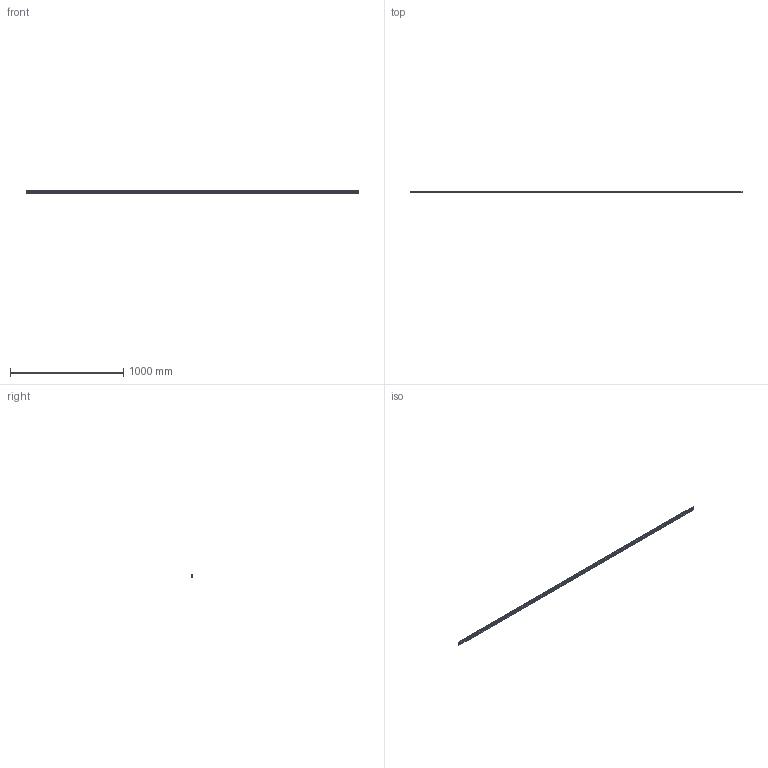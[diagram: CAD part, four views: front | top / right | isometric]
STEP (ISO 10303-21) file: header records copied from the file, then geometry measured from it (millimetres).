
FILE_DESCRIPTION (( 'STEP AP214' ), '1' );
FILE_NAME ('HRW17CA1UU-2930LT_G5_0_PB107_1439-6_0_0_0_1.STEP', '2021-07-02T09:32:57', ( '' ), ( '' ), 'SwSTEP 2.0', 'SolidWorks 2021', '' );
FILE_SCHEMA (( 'AUTOMOTIVE_DESIGN' ));
Length unit declared in the file: millimetre
Products named in the file (2): _HRW17CA29305 Track; HRW17CA1UU-2930LT_G5_0_PB107_1439-6_0_0_0_1
Assembly tree (1 placements, depth 2):
  HRW17CA1UU-2930LT_G5_0_PB107_1439-6_0_0_0_1
    _HRW17CA29305 Track
Bounding box: 2930 x 9 x 33 mm (x, y, z)
Volume: 758915 mm3; surface area: 276381.2 mm2
Topology: 1 solids, 1 shells, 798 faces, 1944 edges, 1296 vertices
Faces by surface type: cylinder 596, plane 202
Entity records: 24738 total; most frequent: DIRECTION 4740, CARTESIAN_POINT 4042, ORIENTED_EDGE 3888, AXIS2_PLACEMENT_3D 1994, EDGE_CURVE 1944, VERTEX_POINT 1296, EDGE_LOOP 1242, CIRCLE 1192
